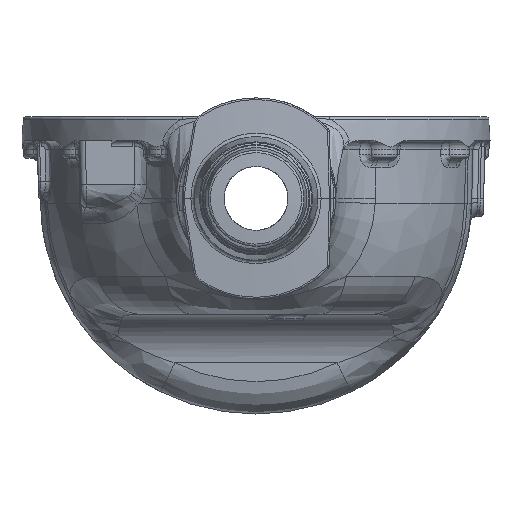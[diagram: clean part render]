
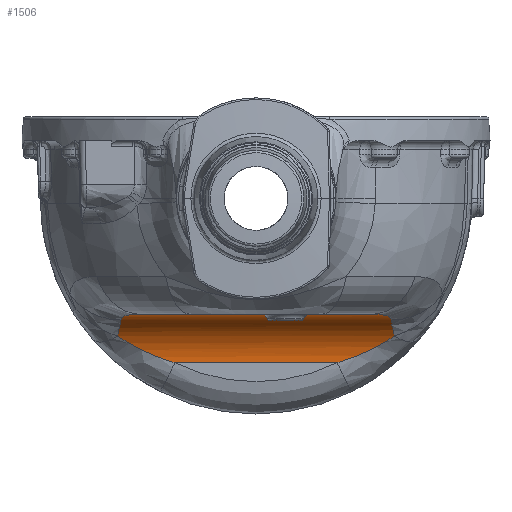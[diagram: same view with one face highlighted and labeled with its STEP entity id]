
A CAD part, left-side view. The second image highlights one B-rep face of the part: STEP entity #1506.
In plain terms, the highlighted cylindrical face has radius 42 mm (diameter 84 mm), a partial arc.
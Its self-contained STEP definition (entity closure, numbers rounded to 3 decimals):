
#501=CYLINDRICAL_SURFACE('',#11905,42.);
#1239=LINE('',#16605,#1354);
#1242=LINE('',#16867,#1357);
#1243=LINE('',#16872,#1358);
#1354=VECTOR('',#13031,1.);
#1357=VECTOR('',#13066,1.);
#1358=VECTOR('',#13069,1.);
#1506=ADVANCED_FACE('',(#2375),#501,.F.);
#2375=FACE_OUTER_BOUND('',#3105,.T.);
#3105=EDGE_LOOP('',(#4895,#4896,#4897,#4898,#4899,#4900,#4901,#4902,#4903,
#4904));
#4895=ORIENTED_EDGE('',*,*,#9376,.F.);
#4896=ORIENTED_EDGE('',*,*,#9382,.T.);
#4897=ORIENTED_EDGE('',*,*,#9374,.F.);
#4898=ORIENTED_EDGE('',*,*,#9383,.T.);
#4899=ORIENTED_EDGE('',*,*,#9384,.T.);
#4900=ORIENTED_EDGE('',*,*,#9385,.T.);
#4901=ORIENTED_EDGE('',*,*,#9333,.F.);
#4902=ORIENTED_EDGE('',*,*,#9386,.T.);
#4903=ORIENTED_EDGE('',*,*,#9387,.T.);
#4904=ORIENTED_EDGE('',*,*,#9388,.T.);
#8271=VERTEX_POINT('',#16606);
#8272=VERTEX_POINT('',#16607);
#8306=VERTEX_POINT('',#16868);
#8307=VERTEX_POINT('',#16869);
#8308=VERTEX_POINT('',#16871);
#8309=VERTEX_POINT('',#16873);
#8314=VERTEX_POINT('',#16917);
#8315=VERTEX_POINT('',#16924);
#8316=VERTEX_POINT('',#16939);
#8317=VERTEX_POINT('',#16946);
#9333=EDGE_CURVE('',#8271,#8272,#1239,.T.);
#9374=EDGE_CURVE('',#8306,#8307,#1242,.T.);
#9376=EDGE_CURVE('',#8308,#8309,#1243,.T.);
#9382=EDGE_CURVE('',#8308,#8307,#11008,.T.);
#9383=EDGE_CURVE('',#8306,#8314,#11009,.T.);
#9384=EDGE_CURVE('',#8314,#8315,#11010,.T.);
#9385=EDGE_CURVE('',#8315,#8272,#11011,.T.);
#9386=EDGE_CURVE('',#8271,#8316,#11012,.T.);
#9387=EDGE_CURVE('',#8316,#8317,#11013,.T.);
#9388=EDGE_CURVE('',#8317,#8309,#11014,.T.);
#11008=B_SPLINE_CURVE_WITH_KNOTS('',3,(#16901,#16902,#16903,#16904,#16905,
#16906,#16907,#16908),.UNSPECIFIED.,.F.,.F.,(4,2,2,4),(0.,0.5,0.75,1.),
 .UNSPECIFIED.);
#11009=B_SPLINE_CURVE_WITH_KNOTS('',3,(#16909,#16910,#16911,#16912,#16913,
#16914,#16915,#16916),.UNSPECIFIED.,.F.,.F.,(4,2,2,4),(0.,0.5,
0.75,1.),.UNSPECIFIED.);
#11010=B_SPLINE_CURVE_WITH_KNOTS('',3,(#16918,#16919,#16920,#16921,#16922,
#16923),.UNSPECIFIED.,.F.,.F.,(4,2,4),(0.,0.5,1.),.UNSPECIFIED.);
#11011=B_SPLINE_CURVE_WITH_KNOTS('',3,(#16925,#16926,#16927,#16928,#16929,
#16930),.UNSPECIFIED.,.F.,.F.,(4,2,4),(0.,0.5,1.),.UNSPECIFIED.);
#11012=B_SPLINE_CURVE_WITH_KNOTS('',3,(#16931,#16932,#16933,#16934,#16935,
#16936,#16937,#16938),.UNSPECIFIED.,.F.,.F.,(4,2,2,4),(0.,0.5,
0.75,1.),.UNSPECIFIED.);
#11013=B_SPLINE_CURVE_WITH_KNOTS('',3,(#16940,#16941,#16942,#16943,#16944,
#16945),.UNSPECIFIED.,.F.,.F.,(4,2,4),(0.,0.5,1.),.UNSPECIFIED.);
#11014=B_SPLINE_CURVE_WITH_KNOTS('',3,(#16947,#16948,#16949,#16950,#16951,
#16952,#16953,#16954),.UNSPECIFIED.,.F.,.F.,(4,2,2,4),(0.,0.25,
0.5,1.),.UNSPECIFIED.);
#11905=AXIS2_PLACEMENT_3D('',#16955,#13080,#13081);
#13031=DIRECTION('',(0.,1.,0.));
#13066=DIRECTION('',(0.,-1.,0.));
#13069=DIRECTION('',(0.,-1.,0.));
#13080=DIRECTION('',(0.,-1.,0.));
#13081=DIRECTION('',(0.,0.,-1.));
#16605=CARTESIAN_POINT('',(-33.414,150.083,-139.084));
#16606=CARTESIAN_POINT('',(-33.414,-68.524,-139.084));
#16607=CARTESIAN_POINT('',(-33.414,68.524,-139.084));
#16867=CARTESIAN_POINT('',(-75.404,-150.083,-98.));
#16868=CARTESIAN_POINT('',(-75.404,97.808,-98.));
#16869=CARTESIAN_POINT('',(-75.404,-16.326,-98.));
#16871=CARTESIAN_POINT('',(-75.404,-33.674,-98.));
#16872=CARTESIAN_POINT('',(-75.404,-150.083,-98.));
#16873=CARTESIAN_POINT('',(-75.404,-97.808,-98.));
#16901=CARTESIAN_POINT('',(-75.404,-33.674,-98.));
#16902=CARTESIAN_POINT('',(-73.981,-30.986,-98.));
#16903=CARTESIAN_POINT('',(-73.224,-27.988,-98.057));
#16904=CARTESIAN_POINT('',(-73.227,-23.493,-98.056));
#16905=CARTESIAN_POINT('',(-73.419,-21.967,-98.045));
#16906=CARTESIAN_POINT('',(-74.154,-19.067,-98.017));
#16907=CARTESIAN_POINT('',(-74.693,-17.67,-98.));
#16908=CARTESIAN_POINT('',(-75.404,-16.326,-98.));
#16909=CARTESIAN_POINT('',(-75.404,97.808,-98.));
#16910=CARTESIAN_POINT('',(-73.061,101.765,-98.));
#16911=CARTESIAN_POINT('',(-70.409,105.488,-98.161));
#16912=CARTESIAN_POINT('',(-65.437,110.214,-99.165));
#16913=CARTESIAN_POINT('',(-63.632,111.607,-99.631));
#16914=CARTESIAN_POINT('',(-59.732,113.655,-100.979));
#16915=CARTESIAN_POINT('',(-57.639,114.283,-101.871));
#16916=CARTESIAN_POINT('',(-55.589,114.303,-102.968));
#16917=CARTESIAN_POINT('',(-55.589,114.303,-102.968));
#16918=CARTESIAN_POINT('',(-55.589,114.303,-102.968));
#16919=CARTESIAN_POINT('',(-52.514,114.332,-104.614));
#16920=CARTESIAN_POINT('',(-49.748,114.811,-106.575));
#16921=CARTESIAN_POINT('',(-44.721,115.955,-111.121));
#16922=CARTESIAN_POINT('',(-42.471,116.647,-113.708));
#16923=CARTESIAN_POINT('',(-40.549,116.964,-116.567));
#16924=CARTESIAN_POINT('',(-40.549,116.964,-116.567));
#16925=CARTESIAN_POINT('',(-40.549,116.964,-116.567));
#16926=CARTESIAN_POINT('',(-37.274,109.958,-121.437));
#16927=CARTESIAN_POINT('',(-35.674,102.122,-125.837));
#16928=CARTESIAN_POINT('',(-33.749,85.725,-133.37));
#16929=CARTESIAN_POINT('',(-33.471,77.236,-136.497));
#16930=CARTESIAN_POINT('',(-33.414,68.524,-139.084));
#16931=CARTESIAN_POINT('',(-33.414,-68.524,-139.084));
#16932=CARTESIAN_POINT('',(-33.471,-77.237,-136.497));
#16933=CARTESIAN_POINT('',(-33.749,-85.727,-133.369));
#16934=CARTESIAN_POINT('',(-35.193,-98.026,-127.719));
#16935=CARTESIAN_POINT('',(-35.853,-102.054,-125.67));
#16936=CARTESIAN_POINT('',(-37.714,-109.761,-121.317));
#16937=CARTESIAN_POINT('',(-38.911,-113.46,-119.003));
#16938=CARTESIAN_POINT('',(-40.549,-116.964,-116.567));
#16939=CARTESIAN_POINT('',(-40.549,-116.964,-116.567));
#16940=CARTESIAN_POINT('',(-40.549,-116.964,-116.567));
#16941=CARTESIAN_POINT('',(-42.463,-116.648,-113.72));
#16942=CARTESIAN_POINT('',(-44.714,-115.958,-111.13));
#16943=CARTESIAN_POINT('',(-49.716,-114.818,-106.601));
#16944=CARTESIAN_POINT('',(-52.529,-114.332,-104.605));
#16945=CARTESIAN_POINT('',(-55.589,-114.303,-102.968));
#16946=CARTESIAN_POINT('',(-55.589,-114.303,-102.968));
#16947=CARTESIAN_POINT('',(-55.589,-114.303,-102.968));
#16948=CARTESIAN_POINT('',(-57.647,-114.283,-101.867));
#16949=CARTESIAN_POINT('',(-59.738,-113.653,-100.977));
#16950=CARTESIAN_POINT('',(-63.638,-111.603,-99.629));
#16951=CARTESIAN_POINT('',(-65.46,-110.192,-99.16));
#16952=CARTESIAN_POINT('',(-70.358,-105.536,-98.171));
#16953=CARTESIAN_POINT('',(-73.059,-101.769,-98.));
#16954=CARTESIAN_POINT('',(-75.404,-97.808,-98.));
#16955=CARTESIAN_POINT('',(-75.404,84.259,-140.));
